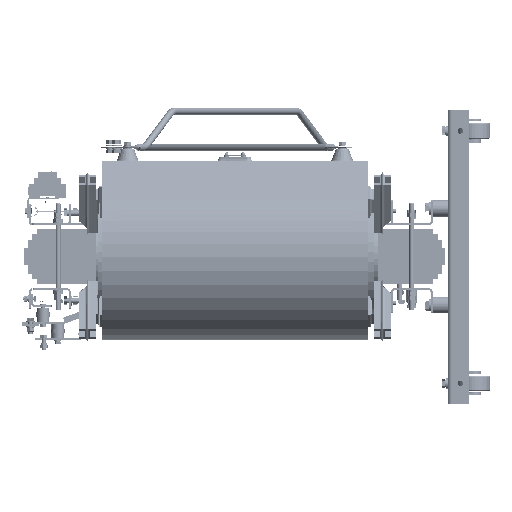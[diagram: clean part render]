
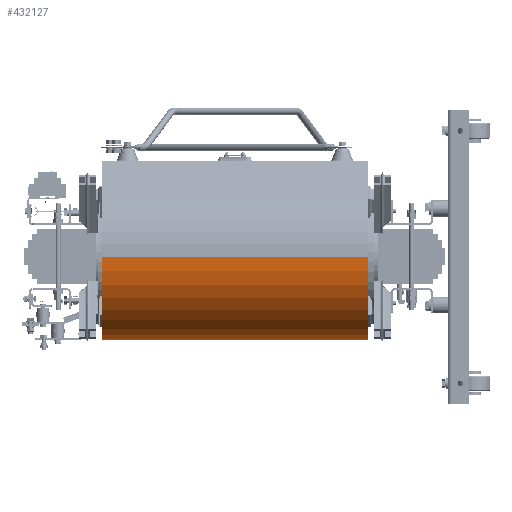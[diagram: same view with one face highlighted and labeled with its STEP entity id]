
A CAD part, left-side view. The second image highlights one B-rep face of the part: STEP entity #432127.
In plain terms, the highlighted cylindrical face has radius 197.5 mm (diameter 395 mm), a partial arc.
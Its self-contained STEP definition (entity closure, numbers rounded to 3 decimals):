
#101752 = EDGE_LOOP ( 'NONE', ( #309206, #309275, #308992, #309254 ) ) ;
#166208 = CARTESIAN_POINT ( 'NONE',  ( -617.5, 315., 0. ) ) ;
#166576 = CARTESIAN_POINT ( 'NONE',  ( -617.5, -315., 0. ) ) ;
#166757 = CARTESIAN_POINT ( 'NONE',  ( -222.5, 315., 0. ) ) ;
#167193 = CARTESIAN_POINT ( 'NONE',  ( -222.5, -315., 0. ) ) ;
#174918 = AXIS2_PLACEMENT_3D ( 'NONE', #262365, #262436, #262441 ) ;
#175028 = AXIS2_PLACEMENT_3D ( 'NONE', #262667, #262756, #262539 ) ;
#177248 = VERTEX_POINT ( 'NONE', #166208 ) ;
#177288 = VERTEX_POINT ( 'NONE', #166576 ) ;
#177427 = VERTEX_POINT ( 'NONE', #166757 ) ;
#177623 = VERTEX_POINT ( 'NONE', #167193 ) ;
#235201 = CIRCLE ( 'NONE', #175028, 197.5 ) ;
#235260 = LINE ( 'NONE', #262587, #235276 ) ;
#235276 = VECTOR ( 'NONE', #262607, 1000. ) ;
#235290 = CIRCLE ( 'NONE', #174918, 197.5 ) ;
#235395 = LINE ( 'NONE', #263964, #235532 ) ;
#235532 = VECTOR ( 'NONE', #264001, 1000. ) ;
#262365 = CARTESIAN_POINT ( 'NONE',  ( -420., -315., 0. ) ) ;
#262436 = DIRECTION ( 'NONE',  ( 0., 1., 0. ) ) ;
#262441 = DIRECTION ( 'NONE',  ( -1., 0., 0. ) ) ;
#262539 = DIRECTION ( 'NONE',  ( -1., 0., 0. ) ) ;
#262587 = CARTESIAN_POINT ( 'NONE',  ( -617.5, 315., 0. ) ) ;
#262607 = DIRECTION ( 'NONE',  ( 0., -1., 0. ) ) ;
#262667 = CARTESIAN_POINT ( 'NONE',  ( -420., 315., 0. ) ) ;
#262756 = DIRECTION ( 'NONE',  ( 0., 1., 0. ) ) ;
#263964 = CARTESIAN_POINT ( 'NONE',  ( -222.5, 315., 0. ) ) ;
#264001 = DIRECTION ( 'NONE',  ( 0., -1., 0. ) ) ;
#295649 = AXIS2_PLACEMENT_3D ( 'NONE', #318483, #318439, #318453 ) ;
#308992 = ORIENTED_EDGE ( 'NONE', *, *, #451495, .T. ) ;
#309206 = ORIENTED_EDGE ( 'NONE', *, *, #451368, .F. ) ;
#309254 = ORIENTED_EDGE ( 'NONE', *, *, #451333, .T. ) ;
#309275 = ORIENTED_EDGE ( 'NONE', *, *, #451357, .F. ) ;
#313871 = CYLINDRICAL_SURFACE ( 'NONE', #295649, 197.5 ) ;
#313880 = FACE_OUTER_BOUND ( 'NONE', #101752, .T. ) ;
#318439 = DIRECTION ( 'NONE',  ( 0., -1., 0. ) ) ;
#318453 = DIRECTION ( 'NONE',  ( 1., 0., 0. ) ) ;
#318483 = CARTESIAN_POINT ( 'NONE',  ( -420., 315., 0. ) ) ;
#432127 = ADVANCED_FACE ( 'NONE', ( #313880 ), #313871, .T. ) ;
#451333 = EDGE_CURVE ( 'NONE', #177623, #177288, #235290, .T. ) ;
#451357 = EDGE_CURVE ( 'NONE', #177427, #177248, #235201, .T. ) ;
#451368 = EDGE_CURVE ( 'NONE', #177248, #177288, #235260, .T. ) ;
#451495 = EDGE_CURVE ( 'NONE', #177427, #177623, #235395, .T. ) ;
